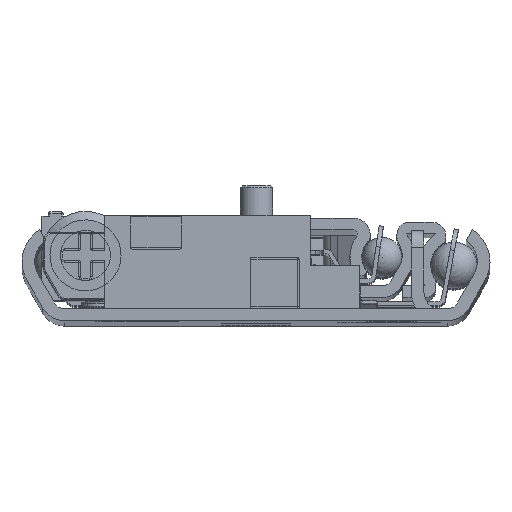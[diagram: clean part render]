
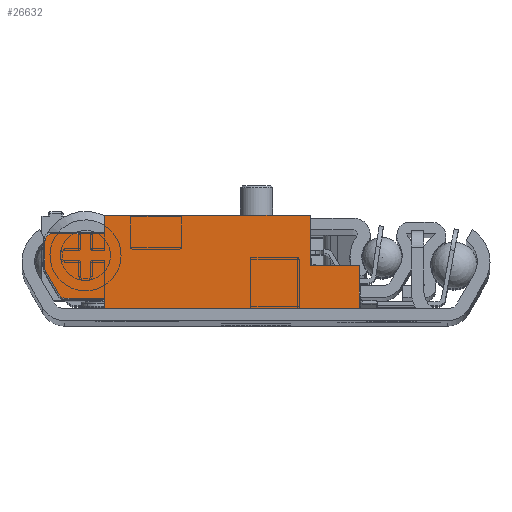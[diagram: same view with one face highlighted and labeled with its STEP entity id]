
A CAD part, top view. The second image highlights one B-rep face of the part: STEP entity #26632.
In plain terms, the highlighted planar face has unit normal (0, 0, 1).
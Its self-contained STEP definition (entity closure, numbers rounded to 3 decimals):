
#1298=PLANE('',#38072);
#3778=FACE_OUTER_BOUND('',#5900,.T.);
#5900=EDGE_LOOP('',(#22307,#22308,#22309,#22310,#22311,#22312,#22313,#22314,
#22315,#22316,#22317,#22318,#22319,#22320,#22321,#22322,#22323));
#8997=VERTEX_POINT('',#59763);
#8998=VERTEX_POINT('',#59765);
#9012=VERTEX_POINT('',#59793);
#9013=VERTEX_POINT('',#59795);
#9014=VERTEX_POINT('',#59799);
#9029=VERTEX_POINT('',#59838);
#9110=VERTEX_POINT('',#60070);
#9242=VERTEX_POINT('',#60758);
#9274=VERTEX_POINT('',#60953);
#9276=VERTEX_POINT('',#60959);
#9277=VERTEX_POINT('',#60964);
#9278=VERTEX_POINT('',#60967);
#9279=VERTEX_POINT('',#60969);
#9280=VERTEX_POINT('',#60971);
#9281=VERTEX_POINT('',#60973);
#9282=VERTEX_POINT('',#60975);
#9283=VERTEX_POINT('',#60977);
#13242=EDGE_CURVE('',#8997,#8998,#31540,.T.);
#13257=EDGE_CURVE('',#9012,#9013,#31548,.T.);
#13260=EDGE_CURVE('',#9014,#8997,#28360,.T.);
#13280=EDGE_CURVE('',#9029,#9014,#31562,.T.);
#13383=EDGE_CURVE('',#9013,#9110,#31624,.T.);
#13615=EDGE_CURVE('',#9029,#9242,#31743,.T.);
#13681=EDGE_CURVE('',#9274,#9110,#31775,.T.);
#13686=EDGE_CURVE('',#9276,#9274,#31780,.T.);
#13687=EDGE_CURVE('',#9242,#9277,#31781,.T.);
#13688=EDGE_CURVE('',#9277,#9276,#31782,.T.);
#13689=EDGE_CURVE('',#9012,#9278,#31783,.T.);
#13690=EDGE_CURVE('',#9279,#9278,#28512,.T.);
#13691=EDGE_CURVE('',#9280,#9279,#31784,.T.);
#13692=EDGE_CURVE('',#9281,#9280,#28513,.T.);
#13693=EDGE_CURVE('',#9282,#9281,#31785,.T.);
#13694=EDGE_CURVE('',#9283,#9282,#28514,.T.);
#13695=EDGE_CURVE('',#9283,#8998,#31786,.T.);
#22307=ORIENTED_EDGE('',*,*,#13260,.F.);
#22308=ORIENTED_EDGE('',*,*,#13280,.F.);
#22309=ORIENTED_EDGE('',*,*,#13615,.T.);
#22310=ORIENTED_EDGE('',*,*,#13687,.T.);
#22311=ORIENTED_EDGE('',*,*,#13688,.T.);
#22312=ORIENTED_EDGE('',*,*,#13686,.T.);
#22313=ORIENTED_EDGE('',*,*,#13681,.T.);
#22314=ORIENTED_EDGE('',*,*,#13383,.F.);
#22315=ORIENTED_EDGE('',*,*,#13257,.F.);
#22316=ORIENTED_EDGE('',*,*,#13689,.T.);
#22317=ORIENTED_EDGE('',*,*,#13690,.F.);
#22318=ORIENTED_EDGE('',*,*,#13691,.F.);
#22319=ORIENTED_EDGE('',*,*,#13692,.F.);
#22320=ORIENTED_EDGE('',*,*,#13693,.F.);
#22321=ORIENTED_EDGE('',*,*,#13694,.F.);
#22322=ORIENTED_EDGE('',*,*,#13695,.T.);
#22323=ORIENTED_EDGE('',*,*,#13242,.F.);
#26632=ADVANCED_FACE('',(#3778),#1298,.T.);
#28360=CIRCLE('',#37729,0.2);
#28512=CIRCLE('',#38073,0.8);
#28513=CIRCLE('',#38074,0.8);
#28514=CIRCLE('',#38075,0.8);
#31540=LINE('',#59766,#34614);
#31548=LINE('',#59796,#34622);
#31562=LINE('',#59840,#34636);
#31624=LINE('',#60071,#34698);
#31743=LINE('',#60760,#34817);
#31775=LINE('',#60954,#34849);
#31780=LINE('',#60962,#34854);
#31781=LINE('',#60965,#34855);
#31782=LINE('',#60966,#34856);
#31783=LINE('',#60968,#34857);
#31784=LINE('',#60972,#34858);
#31785=LINE('',#60976,#34859);
#31786=LINE('',#60979,#34860);
#34614=VECTOR('',#46013,1.);
#34622=VECTOR('',#46035,2.2);
#34636=VECTOR('',#46077,29.914);
#34698=VECTOR('',#46251,24.314);
#34817=VECTOR('',#46776,0.917);
#34849=VECTOR('',#46948,6.);
#34854=VECTOR('',#46955,5.8);
#34855=VECTOR('',#46958,1.883);
#34856=VECTOR('',#46959,2.2);
#34857=VECTOR('',#46960,6.236);
#34858=VECTOR('',#46963,3.268);
#34859=VECTOR('',#46966,3.155);
#34860=VECTOR('',#46969,4.659);
#37729=AXIS2_PLACEMENT_3D('',#59801,#46040,#46041);
#38072=AXIS2_PLACEMENT_3D('',#60963,#46956,#46957);
#38073=AXIS2_PLACEMENT_3D('',#60970,#46961,#46962);
#38074=AXIS2_PLACEMENT_3D('',#60974,#46964,#46965);
#38075=AXIS2_PLACEMENT_3D('',#60978,#46967,#46968);
#46013=DIRECTION('',(0.,-1.,0.));
#46035=DIRECTION('',(0.,-1.,0.));
#46040=DIRECTION('center_axis',(0.,0.,-1.));
#46041=DIRECTION('ref_axis',(0.707,0.707,0.));
#46077=DIRECTION('',(1.,0.,0.));
#46251=DIRECTION('',(-1.,0.,0.));
#46776=DIRECTION('',(0.,-1.,0.));
#46948=DIRECTION('',(0.,-1.,0.));
#46955=DIRECTION('',(1.,0.,0.));
#46956=DIRECTION('center_axis',(0.,0.,1.));
#46957=DIRECTION('ref_axis',(1.,0.,0.));
#46958=DIRECTION('',(0.,-1.,0.));
#46959=DIRECTION('',(0.,-1.,0.));
#46960=DIRECTION('',(1.,0.,0.));
#46961=DIRECTION('center_axis',(0.,0.,-1.));
#46962=DIRECTION('ref_axis',(1.,0.,0.));
#46963=DIRECTION('',(0.,-1.,0.));
#46964=DIRECTION('center_axis',(0.,0.,-1.));
#46965=DIRECTION('ref_axis',(0.866,0.5,0.));
#46966=DIRECTION('',(0.5,-0.866,0.));
#46967=DIRECTION('center_axis',(0.,0.,-1.));
#46968=DIRECTION('ref_axis',(0.,1.,0.));
#46969=DIRECTION('',(-1.,0.,0.));
#59763=CARTESIAN_POINT('',(16.764,8.8,0.));
#59765=CARTESIAN_POINT('',(16.764,7.8,0.));
#59766=CARTESIAN_POINT('',(16.764,8.,0.));
#59793=CARTESIAN_POINT('',(16.764,0.2,0.));
#59795=CARTESIAN_POINT('',(16.764,-2.,0.));
#59796=CARTESIAN_POINT('',(16.764,8.,0.));
#59799=CARTESIAN_POINT('',(16.564,9.,0.));
#59801=CARTESIAN_POINT('Origin',(16.564,8.8,0.));
#59838=CARTESIAN_POINT('',(-13.35,9.,0.));
#59840=CARTESIAN_POINT('',(16.764,9.,0.));
#60070=CARTESIAN_POINT('',(-7.55,-2.,0.));
#60071=CARTESIAN_POINT('',(16.764,-2.,0.));
#60758=CARTESIAN_POINT('',(-13.35,8.083,0.));
#60760=CARTESIAN_POINT('',(-13.35,8.,0.));
#60953=CARTESIAN_POINT('',(-7.55,4.,0.));
#60954=CARTESIAN_POINT('',(-7.55,-1.,0.));
#60959=CARTESIAN_POINT('',(-13.35,4.,0.));
#60962=CARTESIAN_POINT('',(-9.1,4.,0.));
#60963=CARTESIAN_POINT('Origin',(-7.75,0.,0.));
#60964=CARTESIAN_POINT('',(-13.35,6.2,0.));
#60965=CARTESIAN_POINT('',(-13.35,8.,0.));
#60966=CARTESIAN_POINT('',(-13.35,8.,0.));
#60967=CARTESIAN_POINT('',(23.,0.2,0.));
#60968=CARTESIAN_POINT('',(-7.55,0.2,0.));
#60969=CARTESIAN_POINT('',(23.8,1.,0.));
#60970=CARTESIAN_POINT('Origin',(23.,1.,0.));
#60971=CARTESIAN_POINT('',(23.8,4.268,0.));
#60972=CARTESIAN_POINT('',(23.8,4.268,0.));
#60973=CARTESIAN_POINT('',(23.693,4.668,0.));
#60974=CARTESIAN_POINT('Origin',(23.,4.268,0.));
#60975=CARTESIAN_POINT('',(22.115,7.4,0.));
#60976=CARTESIAN_POINT('',(22.115,7.4,0.));
#60977=CARTESIAN_POINT('',(21.423,7.8,0.));
#60978=CARTESIAN_POINT('Origin',(21.423,7.,0.));
#60979=CARTESIAN_POINT('',(21.423,7.8,0.));
